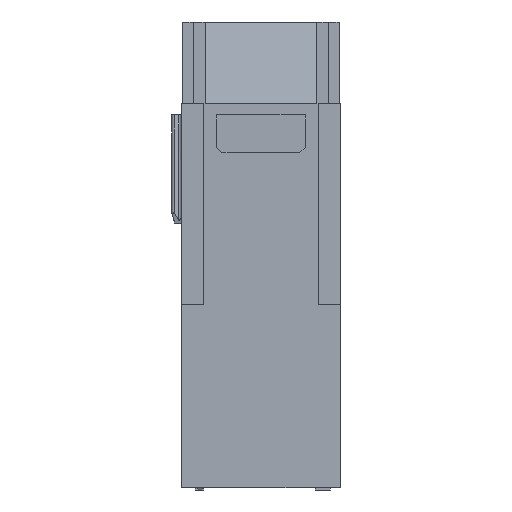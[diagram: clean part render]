
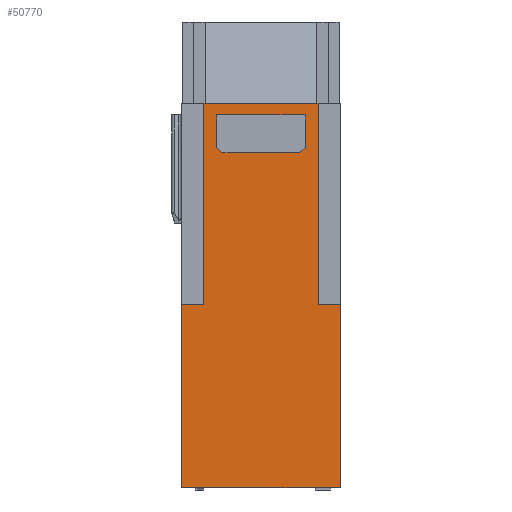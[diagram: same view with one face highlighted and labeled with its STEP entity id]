
A CAD part, front view. The second image highlights one B-rep face of the part: STEP entity #50770.
In plain terms, the highlighted face is planar.
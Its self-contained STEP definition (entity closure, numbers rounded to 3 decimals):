
#3460=CARTESIAN_POINT('',(52.288,27.057,-32.));
#3470=VERTEX_POINT('',#3460);
#3500=CARTESIAN_POINT('',(0.,27.057,-32.));
#3510=DIRECTION('',(-1.,0.,0.));
#3520=VECTOR('',#3510,1.);
#3530=LINE('',#3500,#3520);
#3540=CARTESIAN_POINT('',(45.088,27.057,-32.));
#3550=VERTEX_POINT('',#3540);
#3560=EDGE_CURVE('',#3470,#3550,#3530,.T.);
#6040=CARTESIAN_POINT('',(52.788,26.557,-32.));
#6050=VERTEX_POINT('',#6040);
#6200=CARTESIAN_POINT('',(52.788,23.557,-32.));
#6210=VERTEX_POINT('',#6200);
#6240=CARTESIAN_POINT('',(52.788,0.,-32.));
#6250=DIRECTION('',(0.,-1.,0.));
#6260=VECTOR('',#6250,1.);
#6270=LINE('',#6240,#6260);
#6280=EDGE_CURVE('',#6050,#6210,#6270,.T.);
#15150=CARTESIAN_POINT('',(41.338,41.057,-32.));
#15160=VERTEX_POINT('',#15150);
#15190=CARTESIAN_POINT('',(41.338,0.,-32.));
#15200=DIRECTION('',(0.,1.,0.));
#15210=VECTOR('',#15200,1.);
#15220=LINE('',#15190,#15210);
#15230=CARTESIAN_POINT('',(41.338,58.057,-32.));
#15240=VERTEX_POINT('',#15230);
#15250=EDGE_CURVE('',#15160,#15240,#15220,.T.);
#24870=CARTESIAN_POINT('',(0.,58.057,-32.));
#24880=DIRECTION('',(1.,0.,0.));
#24890=VECTOR('',#24880,1.);
#24900=LINE('',#24870,#24890);
#24910=CARTESIAN_POINT('',(56.038,58.057,-32.));
#24920=VERTEX_POINT('',#24910);
#24930=EDGE_CURVE('',#15240,#24920,#24900,.T.);
#28960=CARTESIAN_POINT('',(44.588,26.557,-32.));
#28970=VERTEX_POINT('',#28960);
#29000=CARTESIAN_POINT('',(44.588,0.,-32.));
#29010=DIRECTION('',(0.,1.,0.));
#29020=VECTOR('',#29010,1.);
#29030=LINE('',#29000,#29020);
#29040=CARTESIAN_POINT('',(44.588,23.557,-32.));
#29050=VERTEX_POINT('',#29040);
#29060=EDGE_CURVE('',#29050,#28970,#29030,.T.);
#33030=CARTESIAN_POINT('',(0.,23.557,-32.));
#33040=DIRECTION('',(1.,0.,0.));
#33050=VECTOR('',#33040,1.);
#33060=LINE('',#33030,#33050);
#33070=EDGE_CURVE('',#29050,#6210,#33060,.T.);
#33650=CARTESIAN_POINT('',(0.,41.057,-32.));
#33660=DIRECTION('',(1.,0.,0.));
#33670=VECTOR('',#33660,1.);
#33680=LINE('',#33650,#33670);
#33690=CARTESIAN_POINT('',(53.988,41.057,-32.));
#33700=VERTEX_POINT('',#33690);
#33710=CARTESIAN_POINT('',(56.038,41.057,-32.));
#33720=VERTEX_POINT('',#33710);
#33730=EDGE_CURVE('',#33700,#33720,#33680,.T.);
#36020=CARTESIAN_POINT('',(53.988,22.457,-32.));
#36030=VERTEX_POINT('',#36020);
#36080=CARTESIAN_POINT('',(53.988,0.,-32.));
#36090=DIRECTION('',(0.,-1.,0.));
#36100=VECTOR('',#36090,1.);
#36110=LINE('',#36080,#36100);
#36120=EDGE_CURVE('',#33700,#36030,#36110,.T.);
#36280=CARTESIAN_POINT('',(43.388,41.057,-32.));
#36290=VERTEX_POINT('',#36280);
#36320=EDGE_CURVE('',#15160,#36290,#33680,.T.);
#37550=CARTESIAN_POINT('',(43.388,22.457,-32.));
#37560=VERTEX_POINT('',#37550);
#37590=CARTESIAN_POINT('',(43.388,0.,-32.));
#37600=DIRECTION('',(0.,1.,0.));
#37610=VECTOR('',#37600,1.);
#37620=LINE('',#37590,#37610);
#37630=EDGE_CURVE('',#37560,#36290,#37620,.T.);
#50220=CARTESIAN_POINT('',(0.,23.557,-32.));
#50230=DIRECTION('',(0.,0.,1.));
#50240=DIRECTION('',(0.,1.,0.));
#50250=AXIS2_PLACEMENT_3D('',#50220,#50230,#50240);
#50260=PLANE('',#50250);
#50270=CARTESIAN_POINT('',(18.031,0.,-32.));
#50280=DIRECTION('',(-0.707,-0.707,
0.));
#50290=VECTOR('',#50280,1.);
#50300=LINE('',#50270,#50290);
#50310=EDGE_CURVE('',#3550,#28970,#50300,.T.);
#50320=ORIENTED_EDGE('',*,*,#50310,.T.);
#50330=ORIENTED_EDGE('',*,*,#3560,.T.);
#50340=CARTESIAN_POINT('',(79.345,0.,-32.));
#50350=DIRECTION('',(-0.707,0.707,
0.));
#50360=VECTOR('',#50350,1.);
#50370=LINE('',#50340,#50360);
#50380=EDGE_CURVE('',#6050,#3470,#50370,.T.);
#50390=ORIENTED_EDGE('',*,*,#50380,.T.);
#50400=ORIENTED_EDGE('',*,*,#6280,.F.);
#50410=ORIENTED_EDGE('',*,*,#33070,.T.);
#50420=ORIENTED_EDGE('',*,*,#29060,.F.);
#50430=EDGE_LOOP('',(#50420,#50410,#50400,#50390,#50330,#50320));
#50440=FACE_BOUND('',#50430,.T.);
#50450=CARTESIAN_POINT('',(0.,22.457,-32.));
#50460=DIRECTION('',(1.,0.,0.));
#50470=VECTOR('',#50460,1.);
#50480=LINE('',#50450,#50470);
#50490=CARTESIAN_POINT('',(43.538,22.457,
-32.));
#50500=VERTEX_POINT('',#50490);
#50510=EDGE_CURVE('',#37560,#50500,#50480,.T.);
#50520=ORIENTED_EDGE('',*,*,#50510,.F.);
#50530=CARTESIAN_POINT('',(0.,22.457,-32.));
#50540=DIRECTION('',(-1.,0.,0.));
#50550=VECTOR('',#50540,1.);
#50560=LINE('',#50530,#50550);
#50570=CARTESIAN_POINT('',(53.838,22.457,
-32.));
#50580=VERTEX_POINT('',#50570);
#50590=EDGE_CURVE('',#50580,#50500,#50560,.T.);
#50600=ORIENTED_EDGE('',*,*,#50590,.T.);
#50610=EDGE_CURVE('',#50580,#36030,#50480,.T.);
#50620=ORIENTED_EDGE('',*,*,#50610,.F.);
#50630=ORIENTED_EDGE('',*,*,#36120,.T.);
#50640=ORIENTED_EDGE('',*,*,#33730,.F.);
#50650=CARTESIAN_POINT('',(56.038,0.,-32.));
#50660=DIRECTION('',(0.,1.,0.));
#50670=VECTOR('',#50660,1.);
#50680=LINE('',#50650,#50670);
#50690=EDGE_CURVE('',#33720,#24920,#50680,.T.);
#50700=ORIENTED_EDGE('',*,*,#50690,.F.);
#50710=ORIENTED_EDGE('',*,*,#24930,.T.);
#50720=ORIENTED_EDGE('',*,*,#15250,.T.);
#50730=ORIENTED_EDGE('',*,*,#36320,.F.);
#50740=ORIENTED_EDGE('',*,*,#37630,.T.);
#50750=EDGE_LOOP('',(#50740,#50730,#50720,#50710,#50700,#50640,#50630,
#50620,#50600,#50520));
#50760=FACE_OUTER_BOUND('',#50750,.T.);
#50770=ADVANCED_FACE('',(#50440,#50760),#50260,.F.);
